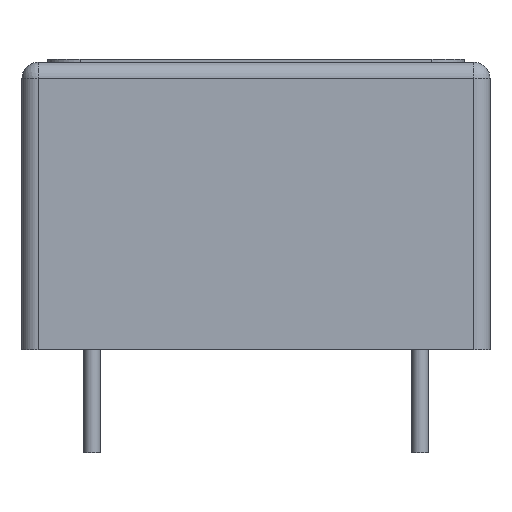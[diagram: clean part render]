
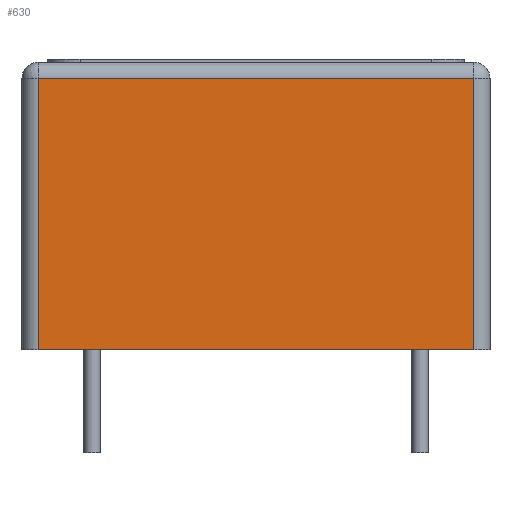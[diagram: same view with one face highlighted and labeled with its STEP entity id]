
A CAD part, left-side view. The second image highlights one B-rep face of the part: STEP entity #630.
In plain terms, the highlighted planar face has unit normal (-1, 0, 0).
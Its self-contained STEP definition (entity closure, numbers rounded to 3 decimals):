
#17=LINE('',#1036,#53);
#22=LINE('',#1057,#58);
#24=LINE('',#1063,#60);
#31=LINE('',#1080,#67);
#53=VECTOR('',#843,8.4);
#58=VECTOR('',#868,13.5);
#60=VECTOR('',#874,8.4);
#67=VECTOR('',#893,13.5);
#125=PLANE('',#720);
#180=FACE_OUTER_BOUND('',#237,.T.);
#237=EDGE_LOOP('',(#497,#498,#499,#500));
#315=VERTEX_POINT('',#1024);
#318=VERTEX_POINT('',#1034);
#323=VERTEX_POINT('',#1047);
#325=VERTEX_POINT('',#1059);
#372=EDGE_CURVE('',#318,#315,#17,.T.);
#383=EDGE_CURVE('',#315,#323,#22,.T.);
#386=EDGE_CURVE('',#323,#325,#24,.T.);
#395=EDGE_CURVE('',#325,#318,#31,.T.);
#497=ORIENTED_EDGE('',*,*,#386,.F.);
#498=ORIENTED_EDGE('',*,*,#383,.F.);
#499=ORIENTED_EDGE('',*,*,#372,.F.);
#500=ORIENTED_EDGE('',*,*,#395,.F.);
#630=ADVANCED_FACE('',(#180),#125,.F.);
#720=AXIS2_PLACEMENT_3D('',#1079,#891,#892);
#843=DIRECTION('',(0.,0.,1.));
#868=DIRECTION('',(0.,-1.,0.));
#874=DIRECTION('',(0.,0.,-1.));
#891=DIRECTION('center_axis',(1.,0.,0.));
#892=DIRECTION('ref_axis',(0.,0.,1.));
#893=DIRECTION('',(0.,1.,0.));
#1024=CARTESIAN_POINT('',(-12.3,6.75,8.4));
#1034=CARTESIAN_POINT('',(-12.3,6.75,0.));
#1036=CARTESIAN_POINT('',(-12.3,6.75,3.585));
#1047=CARTESIAN_POINT('',(-12.3,-6.75,8.4));
#1057=CARTESIAN_POINT('',(-12.3,0.,8.4));
#1059=CARTESIAN_POINT('',(-12.3,-6.75,0.));
#1063=CARTESIAN_POINT('',(-12.3,-6.75,3.585));
#1079=CARTESIAN_POINT('Origin',(-12.3,0.,3.585));
#1080=CARTESIAN_POINT('',(-12.3,0.,0.));
